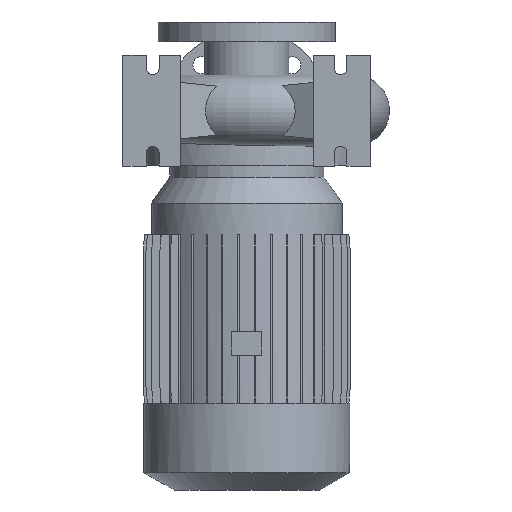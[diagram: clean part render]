
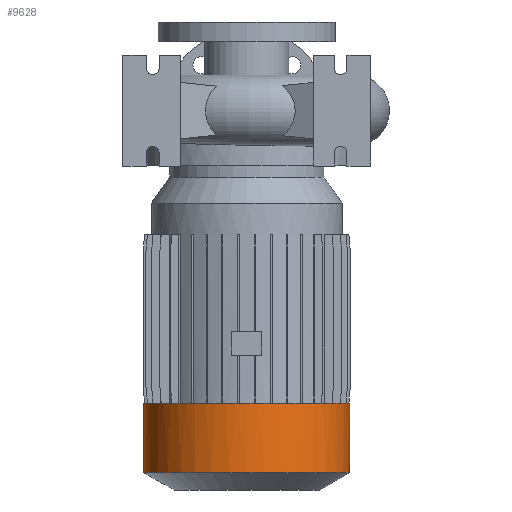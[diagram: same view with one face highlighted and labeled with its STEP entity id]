
A CAD part, front view. The second image highlights one B-rep face of the part: STEP entity #9628.
In plain terms, the highlighted cylindrical face has radius 116 mm (diameter 232 mm), a partial arc.
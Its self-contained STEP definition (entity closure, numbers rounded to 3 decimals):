
#922 = CYLINDRICAL_SURFACE ( 'NONE', #5328, 116. ) ;
#2675 = ORIENTED_EDGE ( 'NONE', *, *, #9665, .F. ) ;
#3133 = EDGE_CURVE ( 'NONE', #3403, #13823, #13310, .T. ) ;
#3327 = CARTESIAN_POINT ( 'NONE',  ( 116., 0., 100. ) ) ;
#3403 = VERTEX_POINT ( 'NONE', #9789 ) ;
#4026 = CARTESIAN_POINT ( 'NONE',  ( 116., 0., -330. ) ) ;
#4186 = ORIENTED_EDGE ( 'NONE', *, *, #6971, .F. ) ;
#4348 = ORIENTED_EDGE ( 'NONE', *, *, #3133, .T. ) ;
#4458 = FACE_OUTER_BOUND ( 'NONE', #10142, .T. ) ;
#5328 = AXIS2_PLACEMENT_3D ( 'NONE', #6507, #5413, #9854 ) ;
#5400 = VERTEX_POINT ( 'NONE', #13581 ) ;
#5413 = DIRECTION ( 'NONE',  ( 0., 0., 1. ) ) ;
#5676 = DIRECTION ( 'NONE',  ( 0., 0., 1. ) ) ;
#6507 = CARTESIAN_POINT ( 'NONE',  ( 0., 0., 100. ) ) ;
#6535 = AXIS2_PLACEMENT_3D ( 'NONE', #12374, #5676, #12594 ) ;
#6971 = EDGE_CURVE ( 'NONE', #5400, #12481, #12087, .T. ) ;
#7759 = DIRECTION ( 'NONE',  ( 0., 0., 1. ) ) ;
#8056 = VECTOR ( 'NONE', #11799, 1000. ) ;
#8187 = ORIENTED_EDGE ( 'NONE', *, *, #14169, .T. ) ;
#8445 = CARTESIAN_POINT ( 'NONE',  ( -116., 0., 100. ) ) ;
#9628 = ADVANCED_FACE ( 'NONE', ( #4458 ), #922, .T. ) ;
#9665 = EDGE_CURVE ( 'NONE', #12481, #13823, #10206, .T. ) ;
#9781 = DIRECTION ( 'NONE',  ( 0., 0., 1. ) ) ;
#9789 = CARTESIAN_POINT ( 'NONE',  ( 116., 0., -408.4 ) ) ;
#9854 = DIRECTION ( 'NONE',  ( 1., 0., 0. ) ) ;
#10142 = EDGE_LOOP ( 'NONE', ( #4186, #8187, #4348, #2675 ) ) ;
#10206 = CIRCLE ( 'NONE', #13929, 116. ) ;
#10559 = VECTOR ( 'NONE', #7759, 1000. ) ;
#10717 = CARTESIAN_POINT ( 'NONE',  ( -116., 0., -330. ) ) ;
#11083 = CARTESIAN_POINT ( 'NONE',  ( 0., 0., -330. ) ) ;
#11799 = DIRECTION ( 'NONE',  ( 0., 0., 1. ) ) ;
#12087 = LINE ( 'NONE', #8445, #8056 ) ;
#12113 = DIRECTION ( 'NONE',  ( 1., 0., 0. ) ) ;
#12374 = CARTESIAN_POINT ( 'NONE',  ( 0., 0., -408.4 ) ) ;
#12481 = VERTEX_POINT ( 'NONE', #10717 ) ;
#12594 = DIRECTION ( 'NONE',  ( 1., 0., 0. ) ) ;
#13310 = LINE ( 'NONE', #3327, #10559 ) ;
#13515 = CIRCLE ( 'NONE', #6535, 116. ) ;
#13581 = CARTESIAN_POINT ( 'NONE',  ( -116., 0., -408.4 ) ) ;
#13823 = VERTEX_POINT ( 'NONE', #4026 ) ;
#13929 = AXIS2_PLACEMENT_3D ( 'NONE', #11083, #9781, #12113 ) ;
#14169 = EDGE_CURVE ( 'NONE', #5400, #3403, #13515, .T. ) ;
